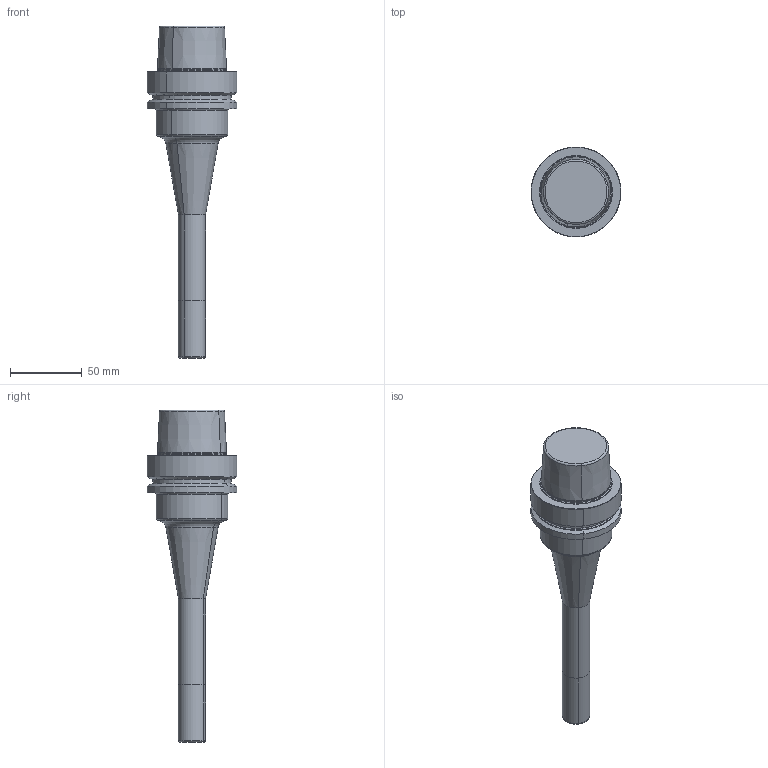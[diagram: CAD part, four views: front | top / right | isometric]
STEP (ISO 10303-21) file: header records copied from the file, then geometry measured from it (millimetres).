
FILE_DESCRIPTION((''),'2;1');
FILE_NAME('607031989-000-01-E43','2019-06-05T10:00:35',('korna'),(''),'CREO PARAMETRIC BY PTC INC, 2018300','CREO PARAMETRIC BY PTC INC, 2018300','');
FILE_SCHEMA(('AUTOMOTIVE_DESIGN { 1 0 10303 214 1 1 1 1 }'));
Length unit declared in the file: millimetre
Products named in the file (1): 607031989-000-01-E43
Bounding box: 62.76 x 62.76 x 231.9 mm (x, y, z)
Volume: 232879.2 mm3; surface area: 30720.9 mm2
Topology: 1 solids, 1 shells, 75 faces, 667 edges, 1001 vertices
Faces by surface type: cylinder 24, torus 24, cone 20, plane 7
Entity records: 5852 total; most frequent: CARTESIAN_POINT 1904, DIRECTION 678, B_SPLINE_CURVE_WITH_KNOTS 315, ORIENTED_EDGE 296, PRESENTATION_STYLE_ASSIGNMENT 271, STYLED_ITEM 271, CURVE_STYLE 270, AXIS2_PLACEMENT_3D 248
